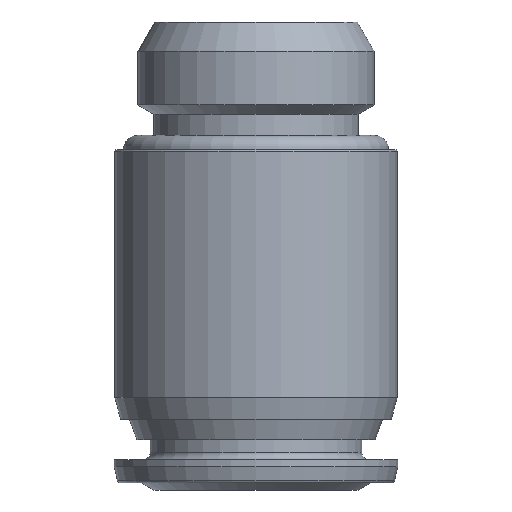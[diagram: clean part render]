
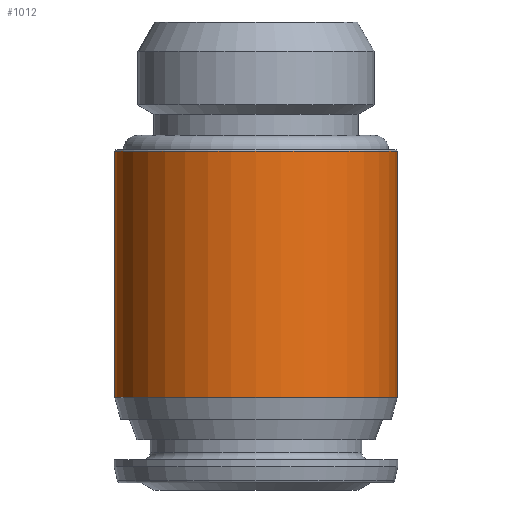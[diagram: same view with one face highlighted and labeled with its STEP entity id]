
A CAD part, front view. The second image highlights one B-rep face of the part: STEP entity #1012.
In plain terms, the highlighted cylindrical face has radius 9.975 mm (diameter 19.95 mm), a full revolution.
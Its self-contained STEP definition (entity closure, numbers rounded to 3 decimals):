
#25=CYLINDRICAL_SURFACE('',#1083,9.975);
#53=CIRCLE('',#1082,9.975);
#54=CIRCLE('',#1084,9.975);
#187=ORIENTED_EDGE('',*,*,#326,.F.);
#188=ORIENTED_EDGE('',*,*,#325,.T.);
#325=EDGE_CURVE('',#396,#396,#53,.T.);
#326=EDGE_CURVE('',#397,#397,#54,.T.);
#396=VERTEX_POINT('',#1508);
#397=VERTEX_POINT('',#1511);
#508=EDGE_LOOP('',(#187));
#509=EDGE_LOOP('',(#188));
#586=FACE_BOUND('',#508,.T.);
#587=FACE_BOUND('',#509,.T.);
#1012=ADVANCED_FACE('',(#586,#587),#25,.T.);
#1082=AXIS2_PLACEMENT_3D('',#1507,#1243,#1244);
#1083=AXIS2_PLACEMENT_3D('',#1509,#1245,#1246);
#1084=AXIS2_PLACEMENT_3D('',#1510,#1247,#1248);
#1243=DIRECTION('',(0.,0.,-1.));
#1244=DIRECTION('',(-1.,0.,0.));
#1245=DIRECTION('',(0.,0.,-1.));
#1246=DIRECTION('',(-1.,0.,0.));
#1247=DIRECTION('',(0.,0.,-1.));
#1248=DIRECTION('',(-1.,0.,0.));
#1507=CARTESIAN_POINT('',(0.,0.,-9.1));
#1508=CARTESIAN_POINT('',(-9.975,0.,-9.1));
#1509=CARTESIAN_POINT('',(0.,0.,-33.));
#1510=CARTESIAN_POINT('',(0.,0.,-26.475));
#1511=CARTESIAN_POINT('',(-9.975,0.,-26.475));
